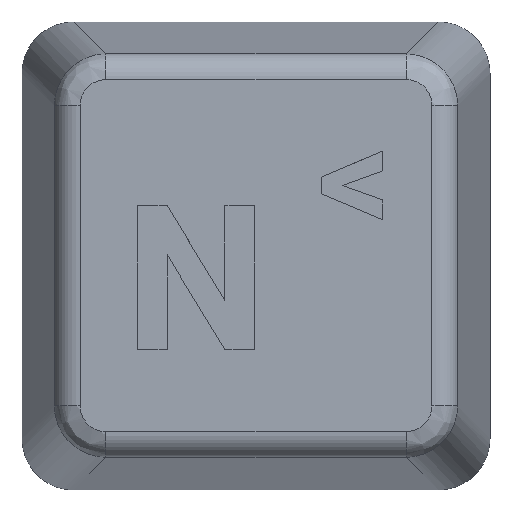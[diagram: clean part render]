
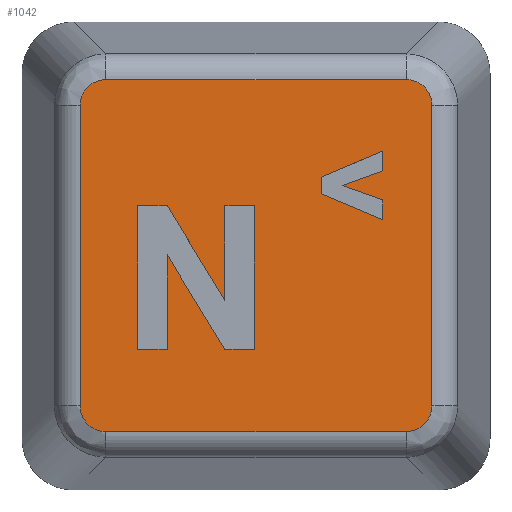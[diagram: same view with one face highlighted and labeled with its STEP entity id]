
A CAD part, top view. The second image highlights one B-rep face of the part: STEP entity #1042.
In plain terms, the highlighted planar face has unit normal (0, 0, 1).
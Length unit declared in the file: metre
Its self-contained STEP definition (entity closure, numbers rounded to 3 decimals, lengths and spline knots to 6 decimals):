
#39=LINE('',#1507,#162);
#40=LINE('',#1511,#163);
#41=LINE('',#1515,#164);
#42=LINE('',#1519,#165);
#43=LINE('',#1520,#166);
#44=LINE('',#1523,#167);
#45=LINE('',#1525,#168);
#46=LINE('',#1527,#169);
#47=LINE('',#1529,#170);
#48=LINE('',#1531,#171);
#49=LINE('',#1533,#172);
#50=LINE('',#1534,#173);
#51=LINE('',#1537,#174);
#52=LINE('',#1539,#175);
#53=LINE('',#1541,#176);
#54=LINE('',#1543,#177);
#55=LINE('',#1545,#178);
#56=LINE('',#1547,#179);
#57=LINE('',#1549,#180);
#58=LINE('',#1551,#181);
#59=LINE('',#1553,#182);
#162=VECTOR('',#1209,1.);
#163=VECTOR('',#1212,1.);
#164=VECTOR('',#1215,1.);
#165=VECTOR('',#1218,1.);
#166=VECTOR('',#1219,1.);
#167=VECTOR('',#1220,1.);
#168=VECTOR('',#1221,1.);
#169=VECTOR('',#1222,1.);
#170=VECTOR('',#1223,1.);
#171=VECTOR('',#1224,1.);
#172=VECTOR('',#1225,1.);
#173=VECTOR('',#1226,1.);
#174=VECTOR('',#1227,1.);
#175=VECTOR('',#1228,1.);
#176=VECTOR('',#1229,1.);
#177=VECTOR('',#1230,1.);
#178=VECTOR('',#1231,1.);
#179=VECTOR('',#1232,1.);
#180=VECTOR('',#1233,1.);
#181=VECTOR('',#1234,1.);
#182=VECTOR('',#1235,1.);
#285=ORIENTED_EDGE('',*,*,#591,.F.);
#286=ORIENTED_EDGE('',*,*,#592,.T.);
#287=ORIENTED_EDGE('',*,*,#593,.F.);
#288=ORIENTED_EDGE('',*,*,#594,.T.);
#289=ORIENTED_EDGE('',*,*,#595,.F.);
#290=ORIENTED_EDGE('',*,*,#596,.T.);
#291=ORIENTED_EDGE('',*,*,#597,.F.);
#292=ORIENTED_EDGE('',*,*,#598,.T.);
#293=ORIENTED_EDGE('',*,*,#599,.T.);
#294=ORIENTED_EDGE('',*,*,#600,.T.);
#295=ORIENTED_EDGE('',*,*,#601,.T.);
#296=ORIENTED_EDGE('',*,*,#602,.T.);
#297=ORIENTED_EDGE('',*,*,#603,.T.);
#298=ORIENTED_EDGE('',*,*,#604,.T.);
#299=ORIENTED_EDGE('',*,*,#605,.T.);
#300=ORIENTED_EDGE('',*,*,#606,.T.);
#301=ORIENTED_EDGE('',*,*,#607,.T.);
#302=ORIENTED_EDGE('',*,*,#608,.T.);
#303=ORIENTED_EDGE('',*,*,#609,.T.);
#304=ORIENTED_EDGE('',*,*,#610,.T.);
#305=ORIENTED_EDGE('',*,*,#611,.T.);
#306=ORIENTED_EDGE('',*,*,#612,.T.);
#307=ORIENTED_EDGE('',*,*,#613,.T.);
#308=ORIENTED_EDGE('',*,*,#614,.T.);
#309=ORIENTED_EDGE('',*,*,#615,.T.);
#591=EDGE_CURVE('',#744,#745,#844,.F.);
#592=EDGE_CURVE('',#744,#746,#39,.T.);
#593=EDGE_CURVE('',#747,#746,#845,.F.);
#594=EDGE_CURVE('',#747,#748,#40,.T.);
#595=EDGE_CURVE('',#749,#748,#846,.F.);
#596=EDGE_CURVE('',#749,#750,#41,.T.);
#597=EDGE_CURVE('',#751,#750,#847,.F.);
#598=EDGE_CURVE('',#751,#745,#42,.T.);
#599=EDGE_CURVE('',#752,#753,#43,.T.);
#600=EDGE_CURVE('',#753,#754,#44,.T.);
#601=EDGE_CURVE('',#754,#755,#45,.T.);
#602=EDGE_CURVE('',#755,#756,#46,.T.);
#603=EDGE_CURVE('',#756,#757,#47,.T.);
#604=EDGE_CURVE('',#757,#758,#48,.T.);
#605=EDGE_CURVE('',#758,#752,#49,.T.);
#606=EDGE_CURVE('',#759,#760,#50,.T.);
#607=EDGE_CURVE('',#760,#761,#51,.T.);
#608=EDGE_CURVE('',#761,#762,#52,.T.);
#609=EDGE_CURVE('',#762,#763,#53,.T.);
#610=EDGE_CURVE('',#763,#764,#54,.T.);
#611=EDGE_CURVE('',#764,#765,#55,.T.);
#612=EDGE_CURVE('',#765,#766,#56,.T.);
#613=EDGE_CURVE('',#766,#767,#57,.T.);
#614=EDGE_CURVE('',#767,#768,#58,.T.);
#615=EDGE_CURVE('',#768,#759,#59,.T.);
#744=VERTEX_POINT('',#1505);
#745=VERTEX_POINT('',#1506);
#746=VERTEX_POINT('',#1508);
#747=VERTEX_POINT('',#1510);
#748=VERTEX_POINT('',#1512);
#749=VERTEX_POINT('',#1514);
#750=VERTEX_POINT('',#1516);
#751=VERTEX_POINT('',#1518);
#752=VERTEX_POINT('',#1521);
#753=VERTEX_POINT('',#1522);
#754=VERTEX_POINT('',#1524);
#755=VERTEX_POINT('',#1526);
#756=VERTEX_POINT('',#1528);
#757=VERTEX_POINT('',#1530);
#758=VERTEX_POINT('',#1532);
#759=VERTEX_POINT('',#1535);
#760=VERTEX_POINT('',#1536);
#761=VERTEX_POINT('',#1538);
#762=VERTEX_POINT('',#1540);
#763=VERTEX_POINT('',#1542);
#764=VERTEX_POINT('',#1544);
#765=VERTEX_POINT('',#1546);
#766=VERTEX_POINT('',#1548);
#767=VERTEX_POINT('',#1550);
#768=VERTEX_POINT('',#1552);
#844=ELLIPSE('',#1117,0.00102,0.001);
#845=ELLIPSE('',#1118,0.00102,0.001);
#846=ELLIPSE('',#1119,0.00102,0.001);
#847=ELLIPSE('',#1120,0.00102,0.001);
#864=EDGE_LOOP('',(#285,#286,#287,#288,#289,#290,#291,#292));
#865=EDGE_LOOP('',(#293,#294,#295,#296,#297,#298,#299));
#866=EDGE_LOOP('',(#300,#301,#302,#303,#304,#305,#306,#307,#308,#309));
#931=FACE_BOUND('',#864,.T.);
#932=FACE_BOUND('',#865,.T.);
#933=FACE_BOUND('',#866,.T.);
#998=PLANE('',#1116);
#1042=ADVANCED_FACE('',(#931,#932,#933),#998,.T.);
#1116=AXIS2_PLACEMENT_3D('',#1503,#1205,#1206);
#1117=AXIS2_PLACEMENT_3D('',#1504,#1207,#1208);
#1118=AXIS2_PLACEMENT_3D('',#1509,#1210,#1211);
#1119=AXIS2_PLACEMENT_3D('',#1513,#1213,#1214);
#1120=AXIS2_PLACEMENT_3D('',#1517,#1216,#1217);
#1205=DIRECTION('',(0.,0.,1.));
#1206=DIRECTION('',(1.,0.,0.));
#1207=DIRECTION('',(0.,0.,1.));
#1208=DIRECTION('',(-0.707,-0.707,0.));
#1209=DIRECTION('',(-1.,0.,0.));
#1210=DIRECTION('',(0.,0.,1.));
#1211=DIRECTION('',(0.707,-0.707,0.));
#1212=DIRECTION('',(0.,-1.,0.));
#1213=DIRECTION('',(0.,0.,1.));
#1214=DIRECTION('',(0.707,0.707,0.));
#1215=DIRECTION('',(1.,0.,0.));
#1216=DIRECTION('',(0.,0.,1.));
#1217=DIRECTION('',(-0.707,0.707,0.));
#1218=DIRECTION('',(0.,1.,0.));
#1219=DIRECTION('',(-0.941,-0.339,0.));
#1220=DIRECTION('',(0.943,-0.333,0.));
#1221=DIRECTION('',(0.,-1.,0.));
#1222=DIRECTION('',(-0.921,0.39,0.));
#1223=DIRECTION('',(0.,1.,0.));
#1224=DIRECTION('',(0.921,0.39,0.));
#1225=DIRECTION('',(0.,-1.,0.));
#1226=DIRECTION('',(0.,-1.,0.));
#1227=DIRECTION('',(-1.,0.,0.));
#1228=DIRECTION('',(-0.52,0.854,0.));
#1229=DIRECTION('',(0.,-1.,0.));
#1230=DIRECTION('',(-1.,0.,0.));
#1231=DIRECTION('',(0.,1.,0.));
#1232=DIRECTION('',(1.,0.,0.));
#1233=DIRECTION('',(0.52,-0.854,0.));
#1234=DIRECTION('',(0.,1.,0.));
#1235=DIRECTION('',(1.,0.,0.));
#1503=CARTESIAN_POINT('',(0.1315,-0.048,0.0095));
#1504=CARTESIAN_POINT('',(0.137257,-0.042243,0.0095));
#1505=CARTESIAN_POINT('',(0.137277,-0.041233,0.0095));
#1506=CARTESIAN_POINT('',(0.138267,-0.042223,0.0095));
#1507=CARTESIAN_POINT('',(0.1315,-0.041233,0.0095));
#1508=CARTESIAN_POINT('',(0.125723,-0.041233,0.0095));
#1509=CARTESIAN_POINT('',(0.125743,-0.042243,0.0095));
#1510=CARTESIAN_POINT('',(0.124733,-0.042223,0.0095));
#1511=CARTESIAN_POINT('',(0.124733,-0.048,0.0095));
#1512=CARTESIAN_POINT('',(0.124733,-0.053777,0.0095));
#1513=CARTESIAN_POINT('',(0.125743,-0.053757,0.0095));
#1514=CARTESIAN_POINT('',(0.125723,-0.054767,0.0095));
#1515=CARTESIAN_POINT('',(0.1315,-0.054767,0.0095));
#1516=CARTESIAN_POINT('',(0.137277,-0.054767,0.0095));
#1517=CARTESIAN_POINT('',(0.137257,-0.053757,0.0095));
#1518=CARTESIAN_POINT('',(0.138267,-0.053777,0.0095));
#1519=CARTESIAN_POINT('',(0.138267,-0.048,0.0095));
#1520=CARTESIAN_POINT('',(0.135593,-0.045026,0.0095));
#1521=CARTESIAN_POINT('',(0.136372,-0.044746,0.0095));
#1522=CARTESIAN_POINT('',(0.134814,-0.045307,0.0095));
#1523=CARTESIAN_POINT('',(0.135593,-0.045581,0.0095));
#1524=CARTESIAN_POINT('',(0.136372,-0.045856,0.0095));
#1525=CARTESIAN_POINT('',(0.136372,-0.046239,0.0095));
#1526=CARTESIAN_POINT('',(0.136372,-0.046621,0.0095));
#1527=CARTESIAN_POINT('',(0.135196,-0.046122,0.0095));
#1528=CARTESIAN_POINT('',(0.134019,-0.045623,0.0095));
#1529=CARTESIAN_POINT('',(0.134019,-0.045301,0.0095));
#1530=CARTESIAN_POINT('',(0.134019,-0.044979,0.0095));
#1531=CARTESIAN_POINT('',(0.135196,-0.04448,0.0095));
#1532=CARTESIAN_POINT('',(0.136372,-0.043981,0.0095));
#1533=CARTESIAN_POINT('',(0.136372,-0.044363,0.0095));
#1534=CARTESIAN_POINT('',(0.13144,-0.048847,0.0095));
#1535=CARTESIAN_POINT('',(0.13144,-0.046082,0.0095));
#1536=CARTESIAN_POINT('',(0.13144,-0.051611,0.0095));
#1537=CARTESIAN_POINT('',(0.130871,-0.051611,0.0095));
#1538=CARTESIAN_POINT('',(0.130302,-0.051611,0.0095));
#1539=CARTESIAN_POINT('',(0.129193,-0.049792,0.0095));
#1540=CARTESIAN_POINT('',(0.128084,-0.047973,0.0095));
#1541=CARTESIAN_POINT('',(0.128084,-0.049792,0.0095));
#1542=CARTESIAN_POINT('',(0.128084,-0.051611,0.0095));
#1543=CARTESIAN_POINT('',(0.127514,-0.051611,0.0095));
#1544=CARTESIAN_POINT('',(0.126944,-0.051611,0.0095));
#1545=CARTESIAN_POINT('',(0.126944,-0.048847,0.0095));
#1546=CARTESIAN_POINT('',(0.126944,-0.046082,0.0095));
#1547=CARTESIAN_POINT('',(0.127514,-0.046082,0.0095));
#1548=CARTESIAN_POINT('',(0.128084,-0.046082,0.0095));
#1549=CARTESIAN_POINT('',(0.129195,-0.047905,0.0095));
#1550=CARTESIAN_POINT('',(0.130305,-0.049728,0.0095));
#1551=CARTESIAN_POINT('',(0.130305,-0.047905,0.0095));
#1552=CARTESIAN_POINT('',(0.130305,-0.046082,0.0095));
#1553=CARTESIAN_POINT('',(0.130873,-0.046082,0.0095));
